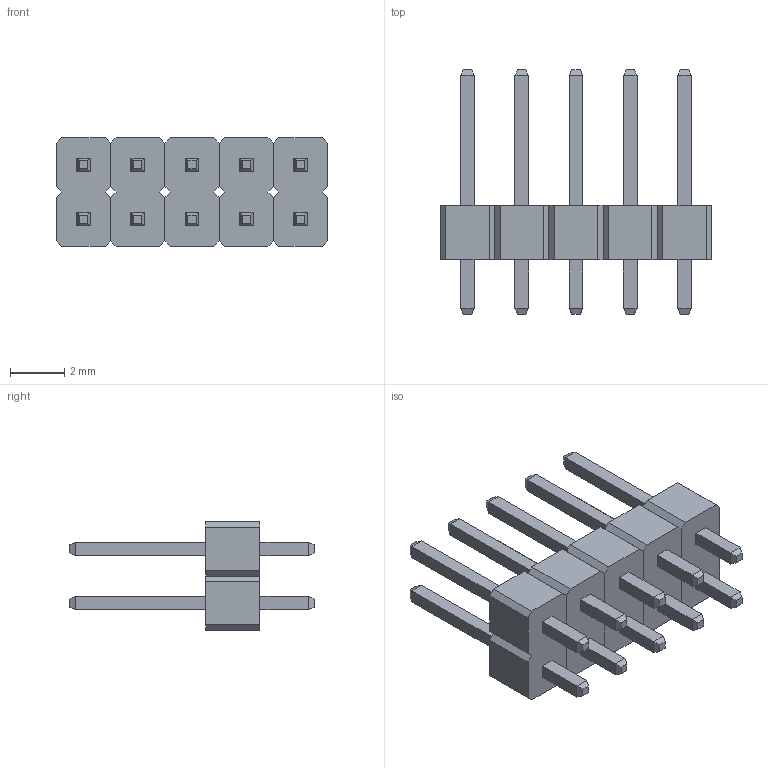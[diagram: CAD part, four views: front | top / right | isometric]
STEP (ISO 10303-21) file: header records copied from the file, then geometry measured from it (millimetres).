
FILE_DESCRIPTION (( 'STEP AP214' ), '1' );
FILE_NAME ('6A4E9DE8-86D4-469B-8E77-9C5EC5B9D64D.STEP', '2023-09-13T08:25:05', ( '' ), ( '' ), 'SwSTEP 2.0', 'SolidWorks 2022', '' );
FILE_SCHEMA (( 'AUTOMOTIVE_DESIGN' ));
Length unit declared in the file: millimetre
Products named in the file (1): 6A4E9DE8-86D4-469B-8E77-9C5EC5B9D64D
Bounding box: 10 x 9 x 4 mm (x, y, z)
Volume: 95.6 mm3; surface area: 333 mm2
Topology: 5 solids, 5 shells, 260 faces, 610 edges, 380 vertices
Faces by surface type: plane 260
Entity records: 10104 total; most frequent: CARTESIAN_POINT 1251, ORIENTED_EDGE 1220, DIRECTION 1132, EDGE_CURVE 610, VECTOR 610, LINE 610, VERTEX_POINT 380, EDGE_LOOP 280
